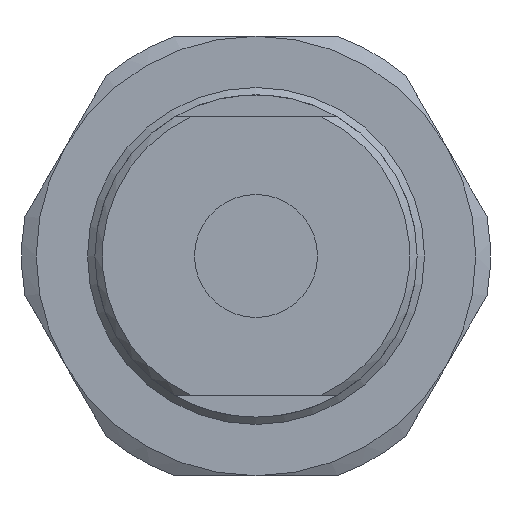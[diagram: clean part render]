
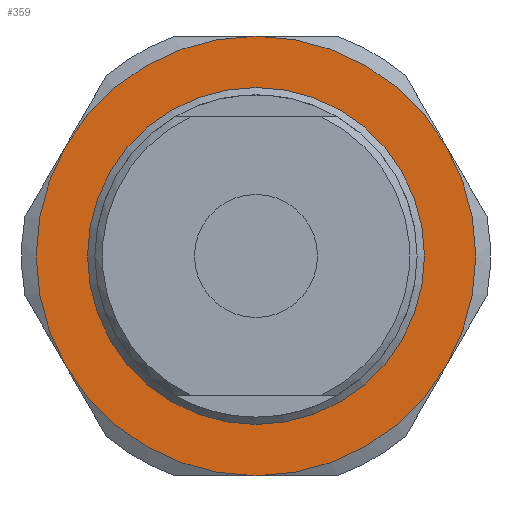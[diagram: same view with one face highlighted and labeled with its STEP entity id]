
A CAD part, front view. The second image highlights one B-rep face of the part: STEP entity #359.
In plain terms, the highlighted planar face has unit normal (0, -1, 0).
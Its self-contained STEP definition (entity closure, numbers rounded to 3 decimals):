
#156=CARTESIAN_POINT('',(-12.99,9.0,7.5));
#157=VERTEX_POINT('',#156);
#230=CARTESIAN_POINT('',(0.0,9.0,15.0));
#231=VERTEX_POINT('',#230);
#232=CARTESIAN_POINT('',(0.0,9.0,0.0));
#233=DIRECTION('',(0.0,-1.0,0.0));
#234=DIRECTION('',(0.0,0.0,-1.0));
#235=AXIS2_PLACEMENT_3D('',#232,#233,#234);
#236=CIRCLE('',#235,15.0);
#237=EDGE_CURVE('',#231,#157,#236,.T.);
#279=CARTESIAN_POINT('',(-12.99,9.0,-7.5));
#280=VERTEX_POINT('',#279);
#294=CARTESIAN_POINT('',(0.0,9.0,0.0));
#295=DIRECTION('',(0.0,-1.0,0.0));
#296=DIRECTION('',(0.0,0.0,-1.0));
#297=AXIS2_PLACEMENT_3D('',#294,#295,#296);
#298=CIRCLE('',#297,15.0);
#299=EDGE_CURVE('',#157,#280,#298,.T.);
#305=CARTESIAN_POINT('',(15.0,9.0,0.0));
#306=DIRECTION('',(0.0,1.0,0.0));
#307=DIRECTION('',(0.0,0.0,1.0));
#308=AXIS2_PLACEMENT_3D('',#305,#306,#307);
#309=PLANE('',#308);
#310=CARTESIAN_POINT('',(0.0,9.0,-15.0));
#311=VERTEX_POINT('',#310);
#312=CARTESIAN_POINT('',(12.99,9.0,-7.5));
#313=VERTEX_POINT('',#312);
#314=CARTESIAN_POINT('',(0.0,9.0,0.0));
#315=DIRECTION('',(0.0,-1.0,0.0));
#316=DIRECTION('',(0.0,0.0,-1.0));
#317=AXIS2_PLACEMENT_3D('',#314,#315,#316);
#318=CIRCLE('',#317,15.0);
#319=EDGE_CURVE('',#311,#313,#318,.T.);
#320=ORIENTED_EDGE('',*,*,#319,.T.);
#321=CARTESIAN_POINT('',(12.99,9.0,7.5));
#322=VERTEX_POINT('',#321);
#323=CARTESIAN_POINT('',(0.0,9.0,0.0));
#324=DIRECTION('',(0.0,-1.0,0.0));
#325=DIRECTION('',(0.0,0.0,-1.0));
#326=AXIS2_PLACEMENT_3D('',#323,#324,#325);
#327=CIRCLE('',#326,15.0);
#328=EDGE_CURVE('',#313,#322,#327,.T.);
#329=ORIENTED_EDGE('',*,*,#328,.T.);
#330=CARTESIAN_POINT('',(0.0,9.0,0.0));
#331=DIRECTION('',(0.0,-1.0,0.0));
#332=DIRECTION('',(0.0,0.0,-1.0));
#333=AXIS2_PLACEMENT_3D('',#330,#331,#332);
#334=CIRCLE('',#333,15.0);
#335=EDGE_CURVE('',#322,#231,#334,.T.);
#336=ORIENTED_EDGE('',*,*,#335,.T.);
#337=ORIENTED_EDGE('',*,*,#237,.T.);
#338=ORIENTED_EDGE('',*,*,#299,.T.);
#339=CARTESIAN_POINT('',(0.0,9.0,0.0));
#340=DIRECTION('',(0.0,-1.0,0.0));
#341=DIRECTION('',(0.0,0.0,-1.0));
#342=AXIS2_PLACEMENT_3D('',#339,#340,#341);
#343=CIRCLE('',#342,15.0);
#344=EDGE_CURVE('',#280,#311,#343,.T.);
#345=ORIENTED_EDGE('',*,*,#344,.T.);
#346=EDGE_LOOP('',(#320,#329,#336,#337,#338,#345));
#347=FACE_OUTER_BOUND('',#346,.T.);
#348=CARTESIAN_POINT('',(0.0,9.0,-11.5));
#349=VERTEX_POINT('',#348);
#350=CARTESIAN_POINT('',(0.0,9.0,0.0));
#351=DIRECTION('',(0.0,-1.0,0.0));
#352=DIRECTION('',(0.0,0.0,-1.0));
#353=AXIS2_PLACEMENT_3D('',#350,#351,#352);
#354=CIRCLE('',#353,11.5);
#355=EDGE_CURVE('',#349,#349,#354,.T.);
#356=ORIENTED_EDGE('',*,*,#355,.F.);
#357=EDGE_LOOP('',(#356));
#358=FACE_BOUND('',#357,.T.);
#359=ADVANCED_FACE('',(#347,#358),#309,.F.);
